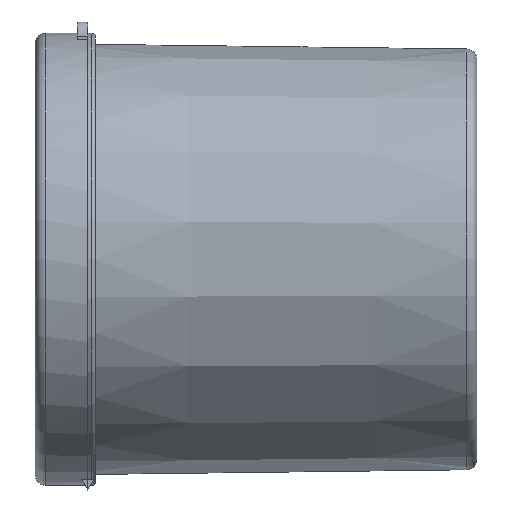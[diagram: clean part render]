
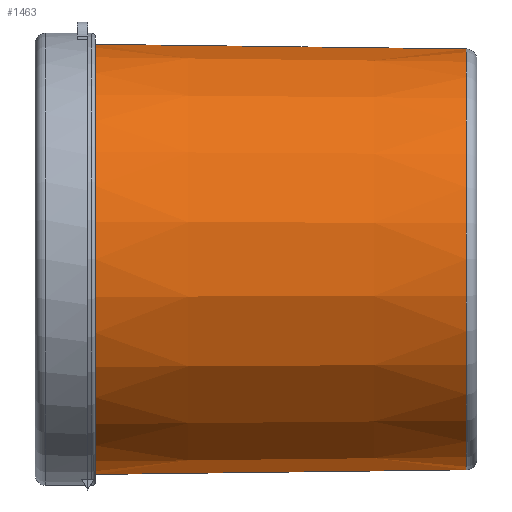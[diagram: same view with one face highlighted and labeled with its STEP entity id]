
A CAD part, left-side view. The second image highlights one B-rep face of the part: STEP entity #1463.
In plain terms, the highlighted conical face has half-angle 0.71 degrees and reference radius 30 mm.
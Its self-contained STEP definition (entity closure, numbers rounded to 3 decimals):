
#20 = ORIENTED_EDGE ( 'NONE', *, *, #1030, .T. ) ;
#75 = EDGE_LOOP ( 'NONE', ( #1077, #1626, #1105, #20 ) ) ;
#113 = VERTEX_POINT ( 'NONE', #1266 ) ;
#141 = DIRECTION ( 'NONE',  ( 0., 0., 1. ) ) ;
#185 = FACE_OUTER_BOUND ( 'NONE', #75, .T. ) ;
#227 = LINE ( 'NONE', #1682, #1615 ) ;
#486 = CIRCLE ( 'NONE', #1703, 30.674 ) ;
#604 = CARTESIAN_POINT ( 'NONE',  ( 0., 0., 0. ) ) ;
#622 = CARTESIAN_POINT ( 'NONE',  ( 0., 0., 30. ) ) ;
#657 = VECTOR ( 'NONE', #918, 1000. ) ;
#659 = CIRCLE ( 'NONE', #1057, 30.018 ) ;
#683 = DIRECTION ( 'NONE',  ( 0., 1., 0. ) ) ;
#759 = EDGE_CURVE ( 'NONE', #1112, #802, #659, .T. ) ;
#802 = VERTEX_POINT ( 'NONE', #1075 ) ;
#884 = CARTESIAN_POINT ( 'NONE',  ( 0., 54.4, 0. ) ) ;
#918 = DIRECTION ( 'NONE',  ( 0., 1., 0.012 ) ) ;
#1009 = DIRECTION ( 'NONE',  ( 0., 1., -0.012 ) ) ;
#1015 = DIRECTION ( 'NONE',  ( 0., 0., 1. ) ) ;
#1025 = CONICAL_SURFACE ( 'NONE', #1452, 30., 0.012 ) ;
#1030 = EDGE_CURVE ( 'NONE', #113, #1114, #486, .T. ) ;
#1057 = AXIS2_PLACEMENT_3D ( 'NONE', #1467, #1199, #1476 ) ;
#1059 = EDGE_CURVE ( 'NONE', #1112, #1114, #227, .T. ) ;
#1075 = CARTESIAN_POINT ( 'NONE',  ( 0., 1.481, 30.018 ) ) ;
#1077 = ORIENTED_EDGE ( 'NONE', *, *, #1059, .F. ) ;
#1105 = ORIENTED_EDGE ( 'NONE', *, *, #1554, .T. ) ;
#1112 = VERTEX_POINT ( 'NONE', #1701 ) ;
#1114 = VERTEX_POINT ( 'NONE', #1187 ) ;
#1159 = DIRECTION ( 'NONE',  ( 0., -1., 0. ) ) ;
#1187 = CARTESIAN_POINT ( 'NONE',  ( 0., 54.4, -30.674 ) ) ;
#1199 = DIRECTION ( 'NONE',  ( 0., 1., 0. ) ) ;
#1266 = CARTESIAN_POINT ( 'NONE',  ( 0., 54.4, 30.674 ) ) ;
#1312 = LINE ( 'NONE', #622, #657 ) ;
#1452 = AXIS2_PLACEMENT_3D ( 'NONE', #604, #683, #141 ) ;
#1463 = ADVANCED_FACE ( 'NONE', ( #185 ), #1025, .T. ) ;
#1467 = CARTESIAN_POINT ( 'NONE',  ( 0., 1.481, 0. ) ) ;
#1476 = DIRECTION ( 'NONE',  ( 0., 0., 1. ) ) ;
#1554 = EDGE_CURVE ( 'NONE', #802, #113, #1312, .T. ) ;
#1615 = VECTOR ( 'NONE', #1009, 1000. ) ;
#1626 = ORIENTED_EDGE ( 'NONE', *, *, #759, .T. ) ;
#1682 = CARTESIAN_POINT ( 'NONE',  ( 0., 0., -30. ) ) ;
#1701 = CARTESIAN_POINT ( 'NONE',  ( 0., 1.481, -30.018 ) ) ;
#1703 = AXIS2_PLACEMENT_3D ( 'NONE', #884, #1159, #1015 ) ;
